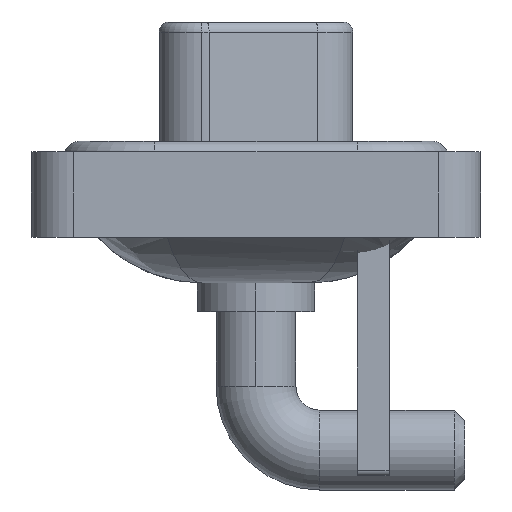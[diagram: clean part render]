
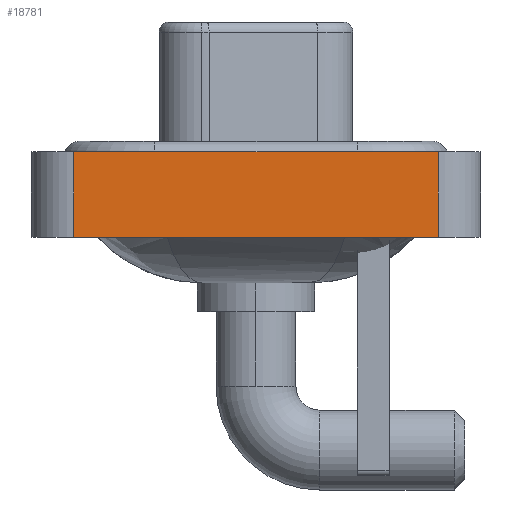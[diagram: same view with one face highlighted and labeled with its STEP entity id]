
A CAD part, left-side view. The second image highlights one B-rep face of the part: STEP entity #18781.
In plain terms, the highlighted planar face has unit normal (-1, 0, 0).
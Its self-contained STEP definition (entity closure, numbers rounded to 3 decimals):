
#82 = VERTEX_POINT ( 'NONE', #3846 ) ;
#680 = CARTESIAN_POINT ( 'NONE',  ( -7.35, -8.55, -3.6 ) ) ;
#1125 = LINE ( 'NONE', #6963, #10960 ) ;
#2453 = DIRECTION ( 'NONE',  ( 0., 0., 1. ) ) ;
#2567 = LINE ( 'NONE', #7160, #7659 ) ;
#2829 = ORIENTED_EDGE ( 'NONE', *, *, #4862, .T. ) ;
#3045 = VECTOR ( 'NONE', #8272, 1000. ) ;
#3232 = EDGE_CURVE ( 'NONE', #82, #14269, #2567, .T. ) ;
#3782 = ORIENTED_EDGE ( 'NONE', *, *, #4404, .F. ) ;
#3785 = LINE ( 'NONE', #8076, #3045 ) ;
#3846 = CARTESIAN_POINT ( 'NONE',  ( -7.35, 8.55, 0.4 ) ) ;
#4159 = ORIENTED_EDGE ( 'NONE', *, *, #3232, .F. ) ;
#4404 = EDGE_CURVE ( 'NONE', #17885, #82, #1125, .T. ) ;
#4862 = EDGE_CURVE ( 'NONE', #8838, #14269, #15518, .T. ) ;
#5519 = VECTOR ( 'NONE', #2453, 1000. ) ;
#6916 = DIRECTION ( 'NONE',  ( -1., 0., 0. ) ) ;
#6963 = CARTESIAN_POINT ( 'NONE',  ( -7.35, 8.55, -3.6 ) ) ;
#6972 = AXIS2_PLACEMENT_3D ( 'NONE', #17122, #6916, #11374 ) ;
#7160 = CARTESIAN_POINT ( 'NONE',  ( -7.35, -8.55, 0.4 ) ) ;
#7659 = VECTOR ( 'NONE', #17442, 1000. ) ;
#8076 = CARTESIAN_POINT ( 'NONE',  ( -7.35, -8.55, -3.6 ) ) ;
#8272 = DIRECTION ( 'NONE',  ( 0., -1., 0. ) ) ;
#8838 = VERTEX_POINT ( 'NONE', #680 ) ;
#10622 = EDGE_CURVE ( 'NONE', #17885, #8838, #3785, .T. ) ;
#10960 = VECTOR ( 'NONE', #15351, 1000. ) ;
#11374 = DIRECTION ( 'NONE',  ( 0., 0., 1. ) ) ;
#12353 = CARTESIAN_POINT ( 'NONE',  ( -7.35, -8.55, -3.6 ) ) ;
#12360 = CARTESIAN_POINT ( 'NONE',  ( -7.35, -8.55, 0.4 ) ) ;
#14140 = FACE_OUTER_BOUND ( 'NONE', #17020, .T. ) ;
#14269 = VERTEX_POINT ( 'NONE', #12360 ) ;
#14867 = ORIENTED_EDGE ( 'NONE', *, *, #10622, .T. ) ;
#15351 = DIRECTION ( 'NONE',  ( 0., 0., 1. ) ) ;
#15518 = LINE ( 'NONE', #12353, #5519 ) ;
#15609 = CARTESIAN_POINT ( 'NONE',  ( -7.35, 8.55, -3.6 ) ) ;
#17020 = EDGE_LOOP ( 'NONE', ( #2829, #4159, #3782, #14867 ) ) ;
#17122 = CARTESIAN_POINT ( 'NONE',  ( -7.35, -8.55, -3.6 ) ) ;
#17442 = DIRECTION ( 'NONE',  ( 0., -1., 0. ) ) ;
#17885 = VERTEX_POINT ( 'NONE', #15609 ) ;
#18623 = PLANE ( 'NONE',  #6972 ) ;
#18781 = ADVANCED_FACE ( 'NONE', ( #14140 ), #18623, .T. ) ;
